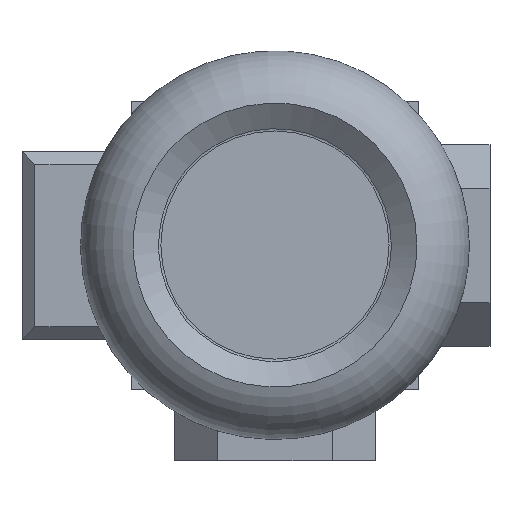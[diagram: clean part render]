
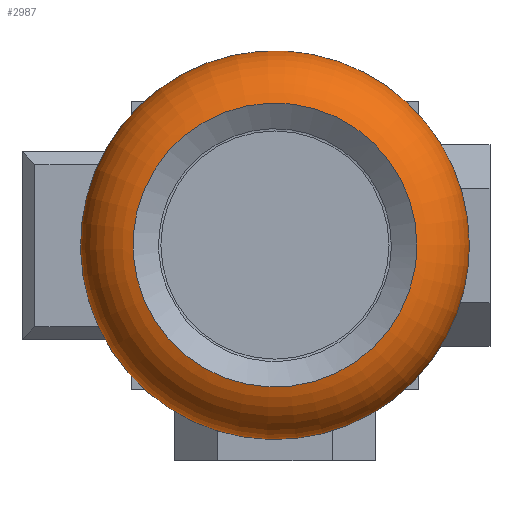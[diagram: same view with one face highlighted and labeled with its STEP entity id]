
A CAD part, top view. The second image highlights one B-rep face of the part: STEP entity #2987.
In plain terms, the highlighted toroidal (fillet/blend) face has major radius 5.6 mm and minor radius 3.4 mm.
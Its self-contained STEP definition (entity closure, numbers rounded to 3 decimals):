
#2775 = VERTEX_POINT('',#2776);
#2776 = CARTESIAN_POINT('',(8.995,0.,18.792));
#2784 = EDGE_CURVE('',#2775,#2775,#2785,.T.);
#2785 = ( BOUNDED_CURVE() B_SPLINE_CURVE(10,(#2786,#2787,#2788,#2789,
    #2790,#2791,#2792,#2793,#2794,#2795,#2796,#2797,#2798,#2799,#2800,
    #2801,#2802,#2803,#2804,#2805),.UNSPECIFIED.,.T.,.F.) 
B_SPLINE_CURVE_WITH_KNOTS((11,9,11),(0.,28.274,
56.549),.UNSPECIFIED.) CURVE() GEOMETRIC_REPRESENTATION_ITEM() 
RATIONAL_B_SPLINE_CURVE((1.,1.,1.,1.,1.,1.,1.,1.,1.,1.,1.,1.
,1.,1.,1.,1.,1.,1.,1.,1.)) REPRESENTATION_ITEM('') );
#2786 = CARTESIAN_POINT('',(8.995,0.,18.792));
#2787 = CARTESIAN_POINT('',(8.995,2.785,
    18.792));
#2788 = CARTESIAN_POINT('',(8.036,5.612,18.792
    ));
#2789 = CARTESIAN_POINT('',(6.072,8.085,
    18.792));
#2790 = CARTESIAN_POINT('',(3.256,9.769,18.792
    ));
#2791 = CARTESIAN_POINT('',(-0.002,10.343,
    18.792));
#2792 = CARTESIAN_POINT('',(-3.249,9.755,
    18.792));
#2793 = CARTESIAN_POINT('',(-6.036,8.089,
    18.792));
#2794 = CARTESIAN_POINT('',(-8.008,5.652,
    18.792));
#2795 = CARTESIAN_POINT('',(-8.995,2.826,
    18.792));
#2796 = CARTESIAN_POINT('',(-8.995,-2.826,
    18.792));
#2797 = CARTESIAN_POINT('',(-8.008,-5.652,
    18.792));
#2798 = CARTESIAN_POINT('',(-6.036,-8.089,
    18.792));
#2799 = CARTESIAN_POINT('',(-3.249,-9.755,
    18.792));
#2800 = CARTESIAN_POINT('',(-0.002,-10.343,
    18.792));
#2801 = CARTESIAN_POINT('',(3.256,-9.769,
    18.792));
#2802 = CARTESIAN_POINT('',(6.072,-8.085,
    18.792));
#2803 = CARTESIAN_POINT('',(8.036,-5.612,
    18.792));
#2804 = CARTESIAN_POINT('',(8.995,-2.785,
    18.792));
#2805 = CARTESIAN_POINT('',(8.995,0.,18.792));
#2987 = ADVANCED_FACE('',(#2988),#3018,.T.);
#2988 = FACE_BOUND('',#2989,.T.);
#2989 = EDGE_LOOP('',(#2990,#2999,#3000,#3001));
#2990 = ORIENTED_EDGE('',*,*,#2991,.F.);
#2991 = EDGE_CURVE('',#2775,#2992,#2994,.T.);
#2992 = VERTEX_POINT('',#2993);
#2993 = CARTESIAN_POINT('',(6.568,0.,21.859));
#2994 = CIRCLE('',#2995,3.4);
#2995 = AXIS2_PLACEMENT_3D('',#2996,#2997,#2998);
#2996 = CARTESIAN_POINT('',(5.6,0.,18.6));
#2997 = DIRECTION('',(0.,-1.,0.));
#2998 = DIRECTION('',(1.,0.,0.));
#2999 = ORIENTED_EDGE('',*,*,#2784,.T.);
#3000 = ORIENTED_EDGE('',*,*,#2991,.T.);
#3001 = ORIENTED_EDGE('',*,*,#3002,.F.);
#3002 = EDGE_CURVE('',#2992,#2992,#3003,.T.);
#3003 = B_SPLINE_CURVE_WITH_KNOTS('',13,(#3004,#3005,#3006,#3007,#3008,
    #3009,#3010,#3011,#3012,#3013,#3014,#3015,#3016,#3017),
  .UNSPECIFIED.,.T.,.F.,(14,14),(0.,35.049),
  .PIECEWISE_BEZIER_KNOTS.);
#3004 = CARTESIAN_POINT('',(6.568,0.,21.859));
#3005 = CARTESIAN_POINT('',(6.568,3.129,
    21.859));
#3006 = CARTESIAN_POINT('',(4.951,6.329,21.859
    ));
#3007 = CARTESIAN_POINT('',(1.624,8.618,
    21.859));
#3008 = CARTESIAN_POINT('',(-2.955,8.97,
    21.859));
#3009 = CARTESIAN_POINT('',(-6.911,6.53,
    21.859));
#3010 = CARTESIAN_POINT('',(-9.812,2.969,
    21.859));
#3011 = CARTESIAN_POINT('',(-9.812,-2.969,
    21.859));
#3012 = CARTESIAN_POINT('',(-6.911,-6.53,
    21.859));
#3013 = CARTESIAN_POINT('',(-2.955,-8.97,
    21.859));
#3014 = CARTESIAN_POINT('',(1.624,-8.618,
    21.859));
#3015 = CARTESIAN_POINT('',(4.951,-6.329,
    21.859));
#3016 = CARTESIAN_POINT('',(6.568,-3.129,
    21.859));
#3017 = CARTESIAN_POINT('',(6.568,0.,21.859));
#3018 = TOROIDAL_SURFACE('',#3019,5.6,3.4);
#3019 = AXIS2_PLACEMENT_3D('',#3020,#3021,#3022);
#3020 = CARTESIAN_POINT('',(0.,0.,18.6));
#3021 = DIRECTION('',(0.,0.,1.));
#3022 = DIRECTION('',(1.,0.,0.));
